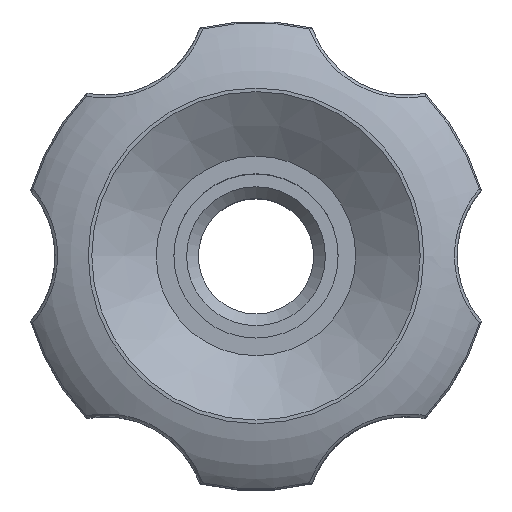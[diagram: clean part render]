
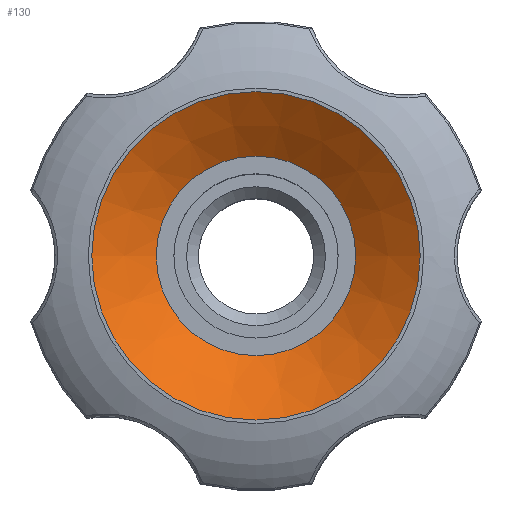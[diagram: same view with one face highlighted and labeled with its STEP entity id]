
A CAD part, top view. The second image highlights one B-rep face of the part: STEP entity #130.
In plain terms, the highlighted conical face has half-angle 55.359 degrees and reference radius 7 mm.
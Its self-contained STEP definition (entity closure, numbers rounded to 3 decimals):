
#130 = ADVANCED_FACE( '', ( #288, #289 ), #290, .F. );
#288 = FACE_BOUND( '', #1909, .T. );
#289 = FACE_OUTER_BOUND( '', #1910, .T. );
#290 = CONICAL_SURFACE( '', #1911, 7., 0.966 );
#1909 = EDGE_LOOP( '', ( #3202 ) );
#1910 = EDGE_LOOP( '', ( #3203 ) );
#1911 = AXIS2_PLACEMENT_3D( '', #3204, #3205, #3206 );
#3202 = ORIENTED_EDGE( '', *, *, #3511, .F. );
#3203 = ORIENTED_EDGE( '', *, *, #3550, .T. );
#3204 = CARTESIAN_POINT( '', ( 0., 0., 20. ) );
#3205 = DIRECTION( '', ( 0., 0., 1. ) );
#3206 = DIRECTION( '', ( 1., 0., 0. ) );
#3511 = EDGE_CURVE( '', #3755, #3755, #3756, .T. );
#3550 = EDGE_CURVE( '', #3809, #3809, #3810, .T. );
#3755 = VERTEX_POINT( '', #4557 );
#3756 = CIRCLE( '', #4558, 4.25 );
#3809 = VERTEX_POINT( '', #5527 );
#3810 = CIRCLE( '', #5528, 7. );
#4557 = CARTESIAN_POINT( '', ( 4.25, 0., 18.1 ) );
#4558 = AXIS2_PLACEMENT_3D( '', #6269, #6270, #6271 );
#5527 = CARTESIAN_POINT( '', ( 7., 0., 20. ) );
#5528 = AXIS2_PLACEMENT_3D( '', #6282, #6283, #6284 );
#6269 = CARTESIAN_POINT( '', ( 0., 0., 18.1 ) );
#6270 = DIRECTION( '', ( 0., 0., 1. ) );
#6271 = DIRECTION( '', ( 1., 0., 0. ) );
#6282 = CARTESIAN_POINT( '', ( 0., 0., 20. ) );
#6283 = DIRECTION( '', ( 0., 0., 1. ) );
#6284 = DIRECTION( '', ( 1., 0., 0. ) );
